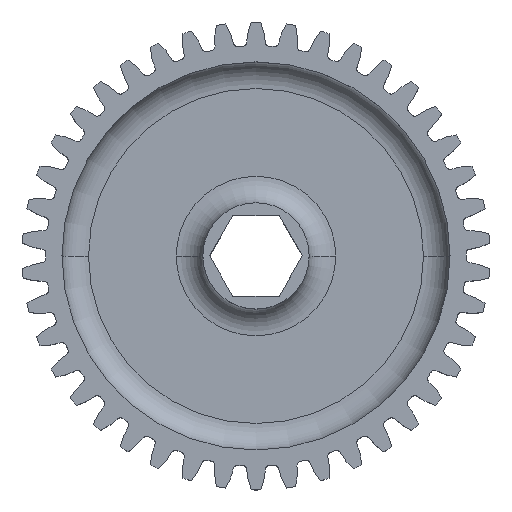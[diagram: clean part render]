
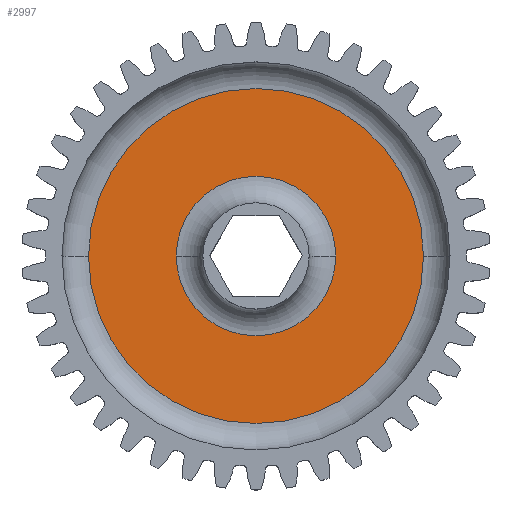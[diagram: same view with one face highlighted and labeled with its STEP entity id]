
A CAD part, top view. The second image highlights one B-rep face of the part: STEP entity #2997.
In plain terms, the highlighted planar face has unit normal (0, 0, 1).
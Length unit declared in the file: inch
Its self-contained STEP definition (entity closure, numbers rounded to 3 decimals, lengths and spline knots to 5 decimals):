
#575 = EDGE_CURVE ( 'NONE', #2063, #8854, #1662, .T. ) ;
#720 = EDGE_LOOP ( 'NONE', ( #7173, #2863 ) ) ;
#846 = DIRECTION ( 'NONE',  ( 0., 0., -1. ) ) ;
#973 = PLANE ( 'NONE',  #11877 ) ;
#1662 = CIRCLE ( 'NONE', #4982, 0.7875 ) ;
#1904 = VERTEX_POINT ( 'NONE', #9838 ) ;
#2063 = VERTEX_POINT ( 'NONE', #9047 ) ;
#2270 = AXIS2_PLACEMENT_3D ( 'NONE', #10266, #846, #6465 ) ;
#2863 = ORIENTED_EDGE ( 'NONE', *, *, #575, .T. ) ;
#2997 = ADVANCED_FACE ( 'NONE', ( #12962, #12706 ), #973, .T. ) ;
#4464 = CARTESIAN_POINT ( 'NONE',  ( 0.375, 0., -0.0975 ) ) ;
#4982 = AXIS2_PLACEMENT_3D ( 'NONE', #10049, #9017, #11435 ) ;
#5203 = CIRCLE ( 'NONE', #10717, 0.7875 ) ;
#6157 = DIRECTION ( 'NONE',  ( 0., 0., 1. ) ) ;
#6425 = EDGE_CURVE ( 'NONE', #8028, #1904, #7777, .T. ) ;
#6465 = DIRECTION ( 'NONE',  ( 1., 0., 0. ) ) ;
#7173 = ORIENTED_EDGE ( 'NONE', *, *, #13984, .T. ) ;
#7777 = CIRCLE ( 'NONE', #2270, 0.375 ) ;
#8028 = VERTEX_POINT ( 'NONE', #4464 ) ;
#8800 = AXIS2_PLACEMENT_3D ( 'NONE', #15868, #11908, #14566 ) ;
#8854 = VERTEX_POINT ( 'NONE', #9410 ) ;
#9017 = DIRECTION ( 'NONE',  ( 0., 0., 1. ) ) ;
#9047 = CARTESIAN_POINT ( 'NONE',  ( -0.7875, 0., -0.0975 ) ) ;
#9283 = ORIENTED_EDGE ( 'NONE', *, *, #15357, .T. ) ;
#9410 = CARTESIAN_POINT ( 'NONE',  ( 0.7875, 0., -0.0975 ) ) ;
#9838 = CARTESIAN_POINT ( 'NONE',  ( -0.375, 0., -0.0975 ) ) ;
#10049 = CARTESIAN_POINT ( 'NONE',  ( 0., 0., -0.0975 ) ) ;
#10266 = CARTESIAN_POINT ( 'NONE',  ( 0., 0., -0.0975 ) ) ;
#10599 = ORIENTED_EDGE ( 'NONE', *, *, #6425, .T. ) ;
#10717 = AXIS2_PLACEMENT_3D ( 'NONE', #13156, #14777, #14699 ) ;
#11422 = DIRECTION ( 'NONE',  ( 1., 0., 0. ) ) ;
#11435 = DIRECTION ( 'NONE',  ( 1., 0., 0. ) ) ;
#11510 = CARTESIAN_POINT ( 'NONE',  ( 0., 0., -0.0975 ) ) ;
#11877 = AXIS2_PLACEMENT_3D ( 'NONE', #11510, #6157, #11422 ) ;
#11908 = DIRECTION ( 'NONE',  ( 0., 0., -1. ) ) ;
#12361 = CIRCLE ( 'NONE', #8800, 0.375 ) ;
#12706 = FACE_OUTER_BOUND ( 'NONE', #720, .T. ) ;
#12962 = FACE_BOUND ( 'NONE', #14114, .T. ) ;
#13156 = CARTESIAN_POINT ( 'NONE',  ( 0., 0., -0.0975 ) ) ;
#13984 = EDGE_CURVE ( 'NONE', #8854, #2063, #5203, .T. ) ;
#14114 = EDGE_LOOP ( 'NONE', ( #10599, #9283 ) ) ;
#14566 = DIRECTION ( 'NONE',  ( 1., 0., 0. ) ) ;
#14699 = DIRECTION ( 'NONE',  ( 1., 0., 0. ) ) ;
#14777 = DIRECTION ( 'NONE',  ( 0., 0., 1. ) ) ;
#15357 = EDGE_CURVE ( 'NONE', #1904, #8028, #12361, .T. ) ;
#15868 = CARTESIAN_POINT ( 'NONE',  ( 0., 0., -0.0975 ) ) ;
